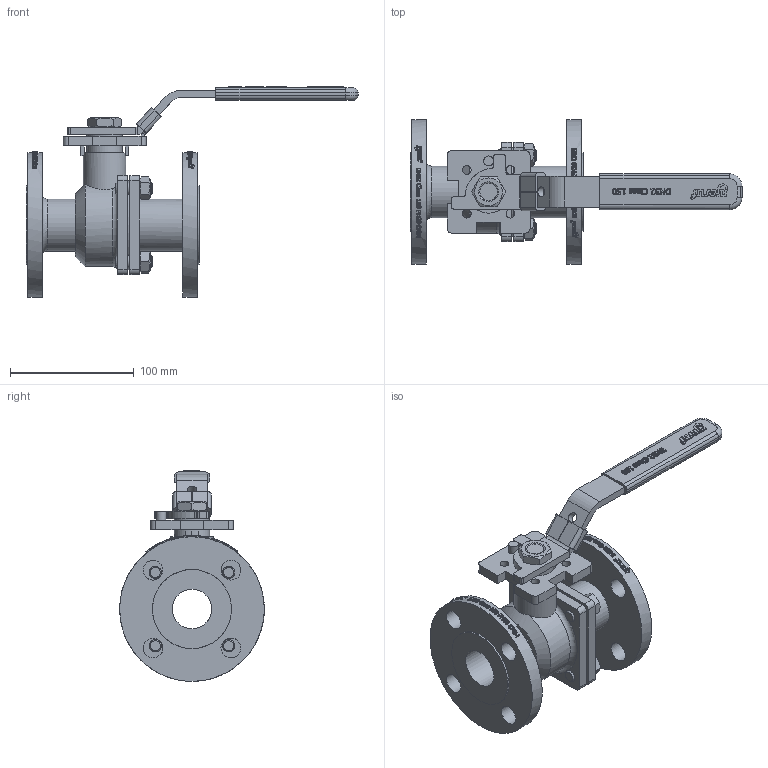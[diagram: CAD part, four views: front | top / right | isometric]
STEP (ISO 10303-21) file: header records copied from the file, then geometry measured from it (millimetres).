
FILE_DESCRIPTION(('HOOPS Exchange Step'),'2;1');
FILE_NAME('FK0601_DN32.stp','2025-08-04T13:41:30+02:00',('nieru'),('Unknown organisation'),'HOOPS Exchange 2024.2','HOOPS Exchange','Unknown authorisation');
FILE_SCHEMA( ('AP203_CONFIGURATION_CONTROLLED_3D_DESIGN_OF_MECHANICAL_PARTS_AND_ASSEMBLIES_MIM_LF') );
Length unit declared in the file: millimetre
Products named in the file (2): 0; root
Assembly tree (1 placements, depth 2):
  root
    0
Bounding box: 268.6 x 116.98 x 170.5 mm (x, y, z)
Volume: 560258.9 mm3; surface area: 131910.3 mm2
Topology: 1 solids, 1 shells, 1576 faces, 4426 edges, 2963 vertices
Faces by surface type: bspline 819, plane 554, cylinder 176, cone 20, torus 7
Full cylindrical faces by diameter (mm): 7 x4, 8 x2, 10 x8, 16 x8, 28.5 x1, 32 x1, 34.5 x2, 42 x2, 64 x2, 72 x1, 117 x2
Entity records: 96467 total; most frequent: CARTESIAN_POINT 62714, ORIENTED_EDGE 8854, EDGE_CURVE 4427, DIRECTION 3830, VERTEX_POINT 2964, B_SPLINE_CURVE_WITH_KNOTS 2442, EDGE_LOOP 1727, FACE_BOUND 1727
